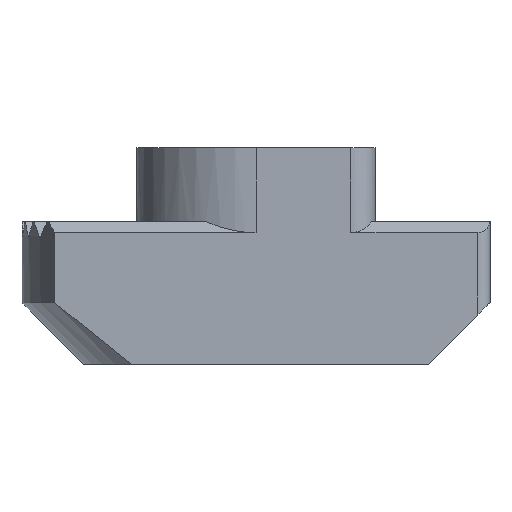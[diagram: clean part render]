
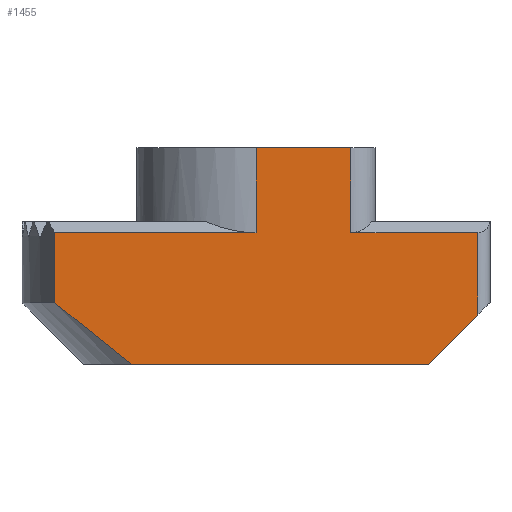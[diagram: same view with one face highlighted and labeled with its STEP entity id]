
A CAD part, front view. The second image highlights one B-rep face of the part: STEP entity #1455.
In plain terms, the highlighted planar face has unit normal (0, -1, 0).
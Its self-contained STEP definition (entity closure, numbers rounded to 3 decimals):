
#75=LINE('',#2172,#216);
#76=LINE('',#2175,#217);
#77=LINE('',#2177,#218);
#78=LINE('',#2179,#219);
#79=LINE('',#2181,#220);
#80=LINE('',#2183,#221);
#81=LINE('',#2185,#222);
#82=LINE('',#2187,#223);
#83=LINE('',#2189,#224);
#84=LINE('',#2191,#225);
#216=VECTOR('',#1714,1000.);
#217=VECTOR('',#1715,1000.);
#218=VECTOR('',#1716,1000.);
#219=VECTOR('',#1717,1000.);
#220=VECTOR('',#1718,1000.);
#221=VECTOR('',#1719,1000.);
#222=VECTOR('',#1720,1000.);
#223=VECTOR('',#1721,1000.);
#224=VECTOR('',#1722,1000.);
#225=VECTOR('',#1723,1000.);
#359=ORIENTED_EDGE('',*,*,#811,.T.);
#360=ORIENTED_EDGE('',*,*,#812,.F.);
#361=ORIENTED_EDGE('',*,*,#813,.T.);
#362=ORIENTED_EDGE('',*,*,#814,.F.);
#363=ORIENTED_EDGE('',*,*,#815,.F.);
#364=ORIENTED_EDGE('',*,*,#816,.T.);
#365=ORIENTED_EDGE('',*,*,#817,.T.);
#366=ORIENTED_EDGE('',*,*,#818,.F.);
#367=ORIENTED_EDGE('',*,*,#819,.F.);
#368=ORIENTED_EDGE('',*,*,#820,.T.);
#811=EDGE_CURVE('',#1037,#1038,#75,.T.);
#812=EDGE_CURVE('',#1039,#1038,#76,.T.);
#813=EDGE_CURVE('',#1039,#1040,#77,.T.);
#814=EDGE_CURVE('',#1041,#1040,#78,.T.);
#815=EDGE_CURVE('',#1042,#1041,#79,.T.);
#816=EDGE_CURVE('',#1042,#1043,#80,.T.);
#817=EDGE_CURVE('',#1043,#1044,#81,.T.);
#818=EDGE_CURVE('',#1045,#1044,#82,.T.);
#819=EDGE_CURVE('',#1046,#1045,#83,.T.);
#820=EDGE_CURVE('',#1046,#1037,#84,.T.);
#1037=VERTEX_POINT('',#2173);
#1038=VERTEX_POINT('',#2174);
#1039=VERTEX_POINT('',#2176);
#1040=VERTEX_POINT('',#2178);
#1041=VERTEX_POINT('',#2180);
#1042=VERTEX_POINT('',#2182);
#1043=VERTEX_POINT('',#2184);
#1044=VERTEX_POINT('',#2186);
#1045=VERTEX_POINT('',#2188);
#1046=VERTEX_POINT('',#2190);
#1229=EDGE_LOOP('',(#359,#360,#361,#362,#363,#364,#365,#366,#367,#368));
#1309=FACE_BOUND('',#1229,.T.);
#1389=PLANE('',#1547);
#1455=ADVANCED_FACE('',(#1309),#1389,.T.);
#1547=AXIS2_PLACEMENT_3D('',#2171,#1712,#1713);
#1712=DIRECTION('',(0.,-1.,0.));
#1713=DIRECTION('',(0.,0.,-1.));
#1714=DIRECTION('',(0.707,0.,0.707));
#1715=DIRECTION('',(0.,0.,-1.));
#1716=DIRECTION('',(-1.,0.,0.));
#1717=DIRECTION('',(0.,0.,-1.));
#1718=DIRECTION('',(1.,0.,0.));
#1719=DIRECTION('',(0.,0.,-1.));
#1720=DIRECTION('',(-1.,0.,0.));
#1721=DIRECTION('',(0.,0.,1.));
#1722=DIRECTION('',(-0.78,0.,0.625));
#1723=DIRECTION('',(1.,0.,0.));
#2171=CARTESIAN_POINT('',(0.,-4.85,0.));
#2172=CARTESIAN_POINT('',(7.,-4.85,-5.8));
#2173=CARTESIAN_POINT('',(7.,-4.85,-5.8));
#2174=CARTESIAN_POINT('',(9.,-4.85,-3.8));
#2175=CARTESIAN_POINT('',(9.,-4.85,5.8));
#2176=CARTESIAN_POINT('',(9.,-4.85,-0.45));
#2177=CARTESIAN_POINT('',(0.,-4.85,-0.45));
#2178=CARTESIAN_POINT('',(3.85,-4.85,-0.45));
#2179=CARTESIAN_POINT('',(3.85,-4.85,3.));
#2180=CARTESIAN_POINT('',(3.85,-4.85,3.));
#2181=CARTESIAN_POINT('',(0.,-4.85,3.));
#2182=CARTESIAN_POINT('',(0.,-4.85,3.));
#2183=CARTESIAN_POINT('',(0.,-4.85,3.));
#2184=CARTESIAN_POINT('',(0.,-4.85,-0.45));
#2185=CARTESIAN_POINT('',(0.,-4.85,-0.45));
#2186=CARTESIAN_POINT('',(-8.169,-4.85,-0.45));
#2187=CARTESIAN_POINT('',(-8.169,-4.85,-3.3));
#2188=CARTESIAN_POINT('',(-8.169,-4.85,-3.3));
#2189=CARTESIAN_POINT('',(-5.048,-4.85,-5.8));
#2190=CARTESIAN_POINT('',(-5.048,-4.85,-5.8));
#2191=CARTESIAN_POINT('',(-5.048,-4.85,-5.8));
